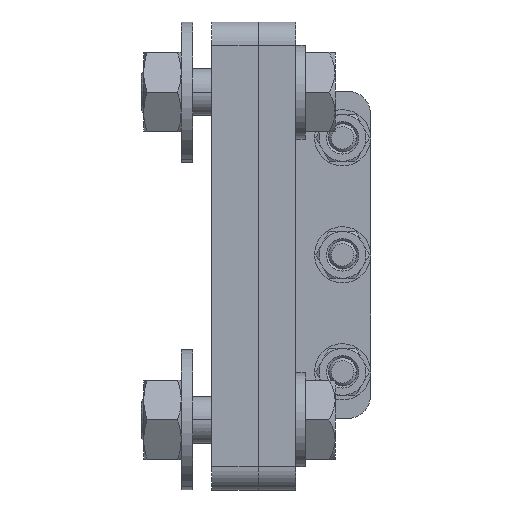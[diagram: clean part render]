
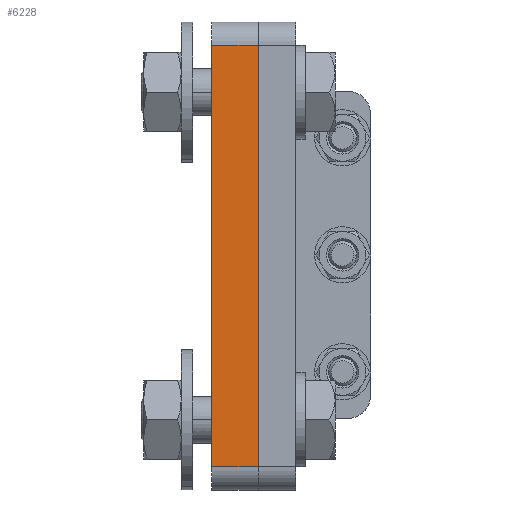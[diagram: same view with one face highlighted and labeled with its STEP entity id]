
A CAD part, left-side view. The second image highlights one B-rep face of the part: STEP entity #6228.
In plain terms, the highlighted planar face has unit normal (-1, 0, 0).
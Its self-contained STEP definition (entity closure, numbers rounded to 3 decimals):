
#35 = VECTOR ( 'NONE', #608, 1000. ) ;
#608 = DIRECTION ( 'NONE',  ( 0., -1., 0. ) ) ;
#652 = EDGE_CURVE ( 'NONE', #1942, #7497, #2827, .T. ) ;
#850 = CARTESIAN_POINT ( 'NONE',  ( -12.5, 10., 45. ) ) ;
#942 = EDGE_CURVE ( 'NONE', #3524, #5946, #8070, .T. ) ;
#956 = FACE_OUTER_BOUND ( 'NONE', #3982, .T. ) ;
#1231 = VECTOR ( 'NONE', #3512, 1000. ) ;
#1454 = CARTESIAN_POINT ( 'NONE',  ( -12.5, 10., -50. ) ) ;
#1547 = ORIENTED_EDGE ( 'NONE', *, *, #2492, .T. ) ;
#1575 = DIRECTION ( 'NONE',  ( 0., 0., 1. ) ) ;
#1698 = ORIENTED_EDGE ( 'NONE', *, *, #4086, .T. ) ;
#1800 = LINE ( 'NONE', #3007, #35 ) ;
#1942 = VERTEX_POINT ( 'NONE', #2403 ) ;
#2228 = LINE ( 'NONE', #850, #1231 ) ;
#2288 = DIRECTION ( 'NONE',  ( 0., 0., -1. ) ) ;
#2403 = CARTESIAN_POINT ( 'NONE',  ( -12.5, 10., -45. ) ) ;
#2464 = VECTOR ( 'NONE', #3744, 1000. ) ;
#2492 = EDGE_CURVE ( 'NONE', #1942, #3524, #1800, .T. ) ;
#2827 = LINE ( 'NONE', #1454, #7490 ) ;
#2848 = CARTESIAN_POINT ( 'NONE',  ( -12.5, 0., 45. ) ) ;
#3007 = CARTESIAN_POINT ( 'NONE',  ( -12.5, 10., -45. ) ) ;
#3038 = CARTESIAN_POINT ( 'NONE',  ( -12.5, 10., 45. ) ) ;
#3512 = DIRECTION ( 'NONE',  ( 0., 1., 0. ) ) ;
#3524 = VERTEX_POINT ( 'NONE', #5359 ) ;
#3744 = DIRECTION ( 'NONE',  ( 0., 0., 1. ) ) ;
#3794 = AXIS2_PLACEMENT_3D ( 'NONE', #4759, #7880, #2288 ) ;
#3982 = EDGE_LOOP ( 'NONE', ( #4763, #1547, #4609, #1698 ) ) ;
#4086 = EDGE_CURVE ( 'NONE', #5946, #7497, #2228, .T. ) ;
#4609 = ORIENTED_EDGE ( 'NONE', *, *, #942, .T. ) ;
#4759 = CARTESIAN_POINT ( 'NONE',  ( -12.5, 10., -50. ) ) ;
#4763 = ORIENTED_EDGE ( 'NONE', *, *, #652, .F. ) ;
#5359 = CARTESIAN_POINT ( 'NONE',  ( -12.5, 0., -45. ) ) ;
#5453 = PLANE ( 'NONE',  #3794 ) ;
#5946 = VERTEX_POINT ( 'NONE', #2848 ) ;
#6228 = ADVANCED_FACE ( 'NONE', ( #956 ), #5453, .F. ) ;
#6718 = CARTESIAN_POINT ( 'NONE',  ( -12.5, 0., -50. ) ) ;
#7490 = VECTOR ( 'NONE', #1575, 1000. ) ;
#7497 = VERTEX_POINT ( 'NONE', #3038 ) ;
#7880 = DIRECTION ( 'NONE',  ( 1., 0., 0. ) ) ;
#8070 = LINE ( 'NONE', #6718, #2464 ) ;
